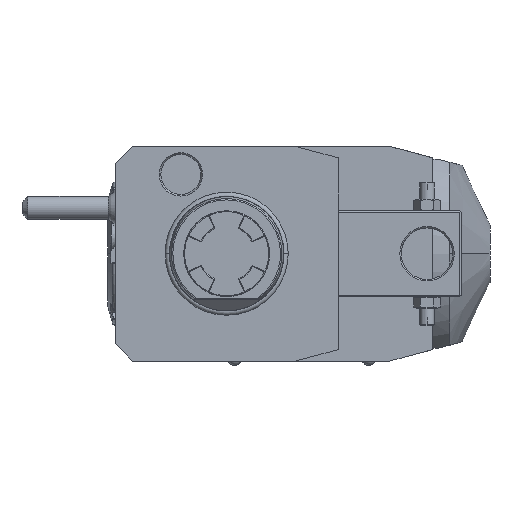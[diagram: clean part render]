
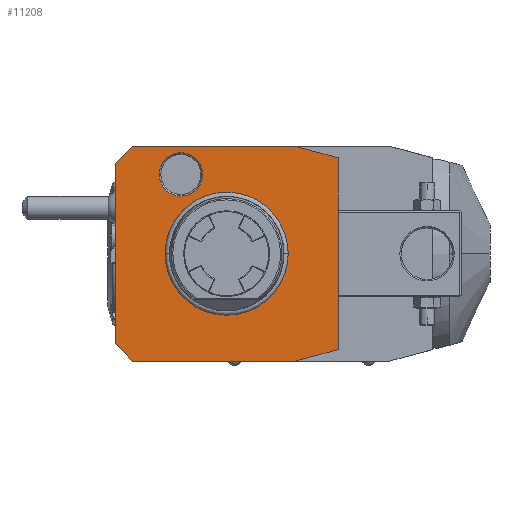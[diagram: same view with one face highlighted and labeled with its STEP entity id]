
A CAD part, front view. The second image highlights one B-rep face of the part: STEP entity #11208.
In plain terms, the highlighted planar face has unit normal (0, -1, 0).
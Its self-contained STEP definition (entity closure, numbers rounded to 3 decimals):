
#349=DIRECTION('',(1.,0.,0.));
#350=VECTOR('',#349,57.);
#351=CARTESIAN_POINT('',(-33.,0.,-37.5));
#352=LINE('',#351,#350);
#353=DIRECTION('',(0.707,0.,-0.707));
#354=VECTOR('',#353,8.485);
#355=CARTESIAN_POINT('',(-39.,0.,-31.5));
#356=LINE('',#355,#354);
#357=DIRECTION('',(0.,0.,-1.));
#358=VECTOR('',#357,63.);
#359=CARTESIAN_POINT('',(-39.,0.,31.5));
#360=LINE('',#359,#358);
#361=DIRECTION('',(-0.707,0.,-0.707));
#362=VECTOR('',#361,8.485);
#363=CARTESIAN_POINT('',(-33.,0.,37.5));
#364=LINE('',#363,#362);
#365=DIRECTION('',(-1.,0.,0.));
#366=VECTOR('',#365,57.);
#367=CARTESIAN_POINT('',(24.,0.,37.5));
#368=LINE('',#367,#366);
#369=DIRECTION('',(-0.966,0.,0.259));
#370=VECTOR('',#369,15.529);
#371=CARTESIAN_POINT('',(39.,0.,33.481));
#372=LINE('',#371,#370);
#373=DIRECTION('',(0.,0.,1.));
#374=VECTOR('',#373,66.962);
#375=CARTESIAN_POINT('',(39.,0.,-33.481));
#376=LINE('',#375,#374);
#377=DIRECTION('',(0.966,0.,0.259));
#378=VECTOR('',#377,15.529);
#379=CARTESIAN_POINT('',(24.,0.,-37.5));
#380=LINE('',#379,#378);
#381=CARTESIAN_POINT('',(-16.,0.,27.713));
#382=DIRECTION('',(0.,1.,0.));
#383=DIRECTION('',(1.,0.,0.));
#384=AXIS2_PLACEMENT_3D('',#381,#382,#383);
#386=CARTESIAN_POINT('',(-16.,0.,27.713));
#387=DIRECTION('',(0.,1.,0.));
#388=DIRECTION('',(-1.,0.,0.));
#389=AXIS2_PLACEMENT_3D('',#386,#387,#388);
#3268=CARTESIAN_POINT('',(0.,0.,0.));
#3269=DIRECTION('',(0.,-1.,0.));
#3270=DIRECTION('',(1.,0.,0.));
#3271=AXIS2_PLACEMENT_3D('',#3268,#3269,#3270);
#3273=CARTESIAN_POINT('',(0.,0.,0.));
#3274=DIRECTION('',(0.,-1.,0.));
#3275=DIRECTION('',(-1.,0.,0.));
#3276=AXIS2_PLACEMENT_3D('',#3273,#3274,#3275);
#9780=CARTESIAN_POINT('',(-8.423,0.,27.713));
#9781=CARTESIAN_POINT('',(-23.577,0.,27.713));
#9782=VERTEX_POINT('',#9780);
#9783=VERTEX_POINT('',#9781);
#10654=CARTESIAN_POINT('',(-33.,0.,-37.5));
#10655=CARTESIAN_POINT('',(24.,0.,-37.5));
#10656=VERTEX_POINT('',#10654);
#10657=VERTEX_POINT('',#10655);
#10658=CARTESIAN_POINT('',(39.,0.,-33.481));
#10659=VERTEX_POINT('',#10658);
#10660=CARTESIAN_POINT('',(39.,0.,33.481));
#10661=VERTEX_POINT('',#10660);
#10662=CARTESIAN_POINT('',(24.,0.,37.5));
#10663=VERTEX_POINT('',#10662);
#10664=CARTESIAN_POINT('',(-33.,0.,37.5));
#10665=VERTEX_POINT('',#10664);
#10666=CARTESIAN_POINT('',(-39.,0.,31.5));
#10667=VERTEX_POINT('',#10666);
#10668=CARTESIAN_POINT('',(-39.,0.,-31.5));
#10669=VERTEX_POINT('',#10668);
#10738=CARTESIAN_POINT('',(21.137,0.,0.));
#10739=CARTESIAN_POINT('',(-21.137,0.,0.));
#10740=VERTEX_POINT('',#10738);
#10741=VERTEX_POINT('',#10739);
#11176=CARTESIAN_POINT('',(0.,0.,0.));
#11177=DIRECTION('',(0.,-1.,0.));
#11178=DIRECTION('',(-1.,0.,0.));
#11179=AXIS2_PLACEMENT_3D('',#11176,#11177,#11178);
#11180=PLANE('',#11179);
#11181=ORIENTED_EDGE('',*,*,#11124,.F.);
#11183=ORIENTED_EDGE('',*,*,#11182,.F.);
#11185=ORIENTED_EDGE('',*,*,#11184,.F.);
#11187=ORIENTED_EDGE('',*,*,#11186,.F.);
#11188=ORIENTED_EDGE('',*,*,#11015,.F.);
#11190=ORIENTED_EDGE('',*,*,#11189,.F.);
#11192=ORIENTED_EDGE('',*,*,#11191,.F.);
#11193=ORIENTED_EDGE('',*,*,#11168,.F.);
#11194=EDGE_LOOP('',(#11181,#11183,#11185,#11187,#11188,#11190,#11192,#11193));
#11195=FACE_OUTER_BOUND('',#11194,.F.);
#11197=ORIENTED_EDGE('',*,*,#11196,.T.);
#11199=ORIENTED_EDGE('',*,*,#11198,.T.);
#11200=EDGE_LOOP('',(#11197,#11199));
#11201=FACE_BOUND('',#11200,.F.);
#11203=ORIENTED_EDGE('',*,*,#11202,.F.);
#11205=ORIENTED_EDGE('',*,*,#11204,.F.);
#11206=EDGE_LOOP('',(#11203,#11205));
#11207=FACE_BOUND('',#11206,.F.);
#385=CIRCLE('',#384,7.577);
#390=CIRCLE('',#389,7.577);
#3272=CIRCLE('',#3271,21.137);
#3277=CIRCLE('',#3276,21.137);
#11015=EDGE_CURVE('',#10663,#10665,#368,.T.);
#11124=EDGE_CURVE('',#10656,#10657,#352,.T.);
#11168=EDGE_CURVE('',#10657,#10659,#380,.T.);
#11182=EDGE_CURVE('',#10669,#10656,#356,.T.);
#11184=EDGE_CURVE('',#10667,#10669,#360,.T.);
#11186=EDGE_CURVE('',#10665,#10667,#364,.T.);
#11189=EDGE_CURVE('',#10661,#10663,#372,.T.);
#11191=EDGE_CURVE('',#10659,#10661,#376,.T.);
#11196=EDGE_CURVE('',#10740,#10741,#3272,.T.);
#11198=EDGE_CURVE('',#10741,#10740,#3277,.T.);
#11202=EDGE_CURVE('',#9782,#9783,#385,.T.);
#11204=EDGE_CURVE('',#9783,#9782,#390,.T.);
#11208=ADVANCED_FACE('',(#11195,#11201,#11207),#11180,.T.);
